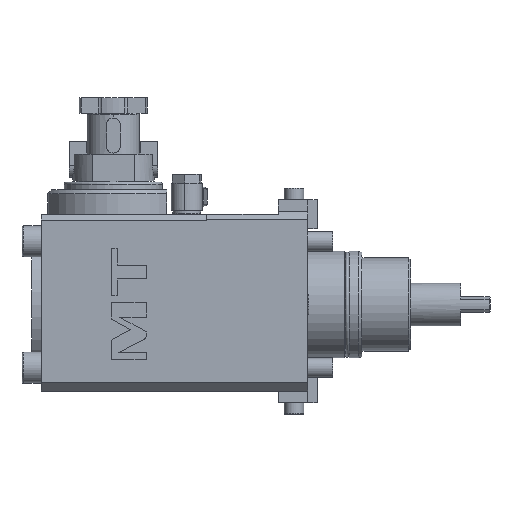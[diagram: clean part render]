
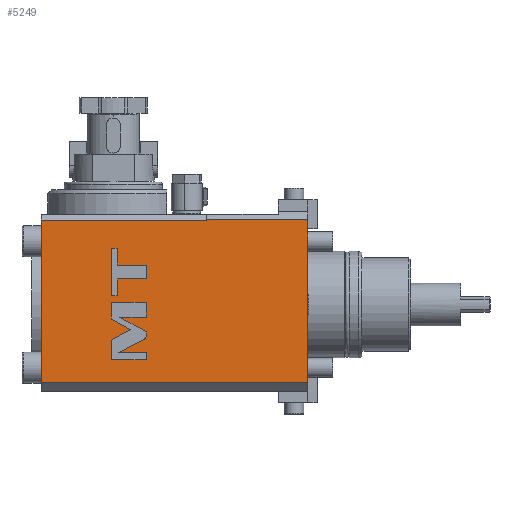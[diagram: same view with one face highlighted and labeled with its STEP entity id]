
A CAD part, front view. The second image highlights one B-rep face of the part: STEP entity #5249.
In plain terms, the highlighted planar face has unit normal (0, -1, 0).
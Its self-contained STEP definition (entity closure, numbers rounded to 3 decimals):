
#61=DIRECTION('',(1.,0.,0.));
#62=VECTOR('',#61,85.);
#63=CARTESIAN_POINT('',(-137.,-42.,43.5));
#64=LINE('',#63,#62);
#81=DIRECTION('',(0.,0.,-1.));
#82=VECTOR('',#81,0.046);
#83=CARTESIAN_POINT('',(-52.,-42.,43.546));
#84=LINE('',#83,#82);
#85=DIRECTION('',(1.,0.,0.));
#86=VECTOR('',#85,52.);
#87=CARTESIAN_POINT('',(-52.,-42.,43.546));
#88=LINE('',#87,#86);
#89=DIRECTION('',(0.888,0.,0.459));
#90=VECTOR('',#89,15.097);
#91=CARTESIAN_POINT('',(-97.582,-42.,-24.756));
#92=LINE('',#91,#90);
#93=CARTESIAN_POINT('',(-84.172,-42.,-17.822));
#94=CARTESIAN_POINT('',(-83.449,-42.,-17.448));
#95=CARTESIAN_POINT('',(-83.,-42.,-16.709));
#96=CARTESIAN_POINT('',(-83.,-42.,-15.895));
#98=DIRECTION('',(0.,0.,1.));
#99=VECTOR('',#98,1.878);
#100=CARTESIAN_POINT('',(-83.,-42.,-15.895));
#101=LINE('',#100,#99);
#102=DIRECTION('',(-0.877,0.,0.481));
#103=VECTOR('',#102,15.618);
#104=CARTESIAN_POINT('',(-83.,-42.,-14.017));
#105=LINE('',#104,#103);
#106=DIRECTION('',(1.,0.,0.));
#107=VECTOR('',#106,13.691);
#108=CARTESIAN_POINT('',(-96.691,-42.,-6.502));
#109=LINE('',#108,#107);
#110=DIRECTION('',(0.,0.,1.));
#111=VECTOR('',#110,7.574);
#112=CARTESIAN_POINT('',(-83.,-42.,-6.502));
#113=LINE('',#112,#111);
#114=DIRECTION('',(-1.,0.,0.));
#115=VECTOR('',#114,18.);
#116=CARTESIAN_POINT('',(-83.,-42.,1.073));
#117=LINE('',#116,#115);
#118=DIRECTION('',(0.,0.,-1.));
#119=VECTOR('',#118,8.539);
#120=CARTESIAN_POINT('',(-101.,-42.,1.073));
#121=LINE('',#120,#119);
#122=DIRECTION('',(0.877,0.,-0.481));
#123=VECTOR('',#122,11.413);
#124=CARTESIAN_POINT('',(-101.,-42.,-7.466));
#125=LINE('',#124,#123);
#126=DIRECTION('',(-0.888,0.,-0.459));
#127=VECTOR('',#126,9.943);
#128=CARTESIAN_POINT('',(-90.996,-42.,-12.958));
#129=LINE('',#128,#127);
#130=CARTESIAN_POINT('',(-99.828,-42.,-17.525));
#131=CARTESIAN_POINT('',(-100.551,-42.,-17.899));
#132=CARTESIAN_POINT('',(-101.,-42.,-18.637));
#133=CARTESIAN_POINT('',(-101.,-42.,-19.451));
#135=DIRECTION('',(0.,0.,-1.));
#136=VECTOR('',#135,9.049);
#137=CARTESIAN_POINT('',(-101.,-42.,-19.451));
#138=LINE('',#137,#136);
#139=DIRECTION('',(1.,0.,0.));
#140=VECTOR('',#139,18.);
#141=CARTESIAN_POINT('',(-101.,-42.,-28.5));
#142=LINE('',#141,#140);
#143=DIRECTION('',(0.,0.,1.));
#144=VECTOR('',#143,3.744);
#145=CARTESIAN_POINT('',(-83.,-42.,-28.5));
#146=LINE('',#145,#144);
#147=DIRECTION('',(-1.,0.,0.));
#148=VECTOR('',#147,14.582);
#149=CARTESIAN_POINT('',(-83.,-42.,-24.756));
#150=LINE('',#149,#148);
#151=DIRECTION('',(1.,0.,0.));
#152=VECTOR('',#151,14.935);
#153=CARTESIAN_POINT('',(-97.935,-42.,13.178));
#154=LINE('',#153,#152);
#155=DIRECTION('',(0.,0.,1.));
#156=VECTOR('',#155,7.13);
#157=CARTESIAN_POINT('',(-83.,-42.,13.178));
#158=LINE('',#157,#156);
#159=DIRECTION('',(-1.,0.,0.));
#160=VECTOR('',#159,14.935);
#161=CARTESIAN_POINT('',(-83.,-42.,20.309));
#162=LINE('',#161,#160);
#163=DIRECTION('',(0.,0.,1.));
#164=VECTOR('',#163,8.726);
#165=CARTESIAN_POINT('',(-97.935,-42.,20.309));
#166=LINE('',#165,#164);
#167=DIRECTION('',(-1.,0.,0.));
#168=VECTOR('',#167,3.065);
#169=CARTESIAN_POINT('',(-97.935,-42.,29.035));
#170=LINE('',#169,#168);
#171=DIRECTION('',(0.,0.,-1.));
#172=VECTOR('',#171,24.583);
#173=CARTESIAN_POINT('',(-101.,-42.,29.035));
#174=LINE('',#173,#172);
#175=DIRECTION('',(1.,0.,0.));
#176=VECTOR('',#175,3.065);
#177=CARTESIAN_POINT('',(-101.,-42.,4.452));
#178=LINE('',#177,#176);
#179=DIRECTION('',(0.,0.,1.));
#180=VECTOR('',#179,8.726);
#181=CARTESIAN_POINT('',(-97.935,-42.,4.452));
#182=LINE('',#181,#180);
#191=DIRECTION('',(1.,0.,0.));
#192=VECTOR('',#191,137.);
#193=CARTESIAN_POINT('',(-137.,-42.,-40.));
#194=LINE('',#193,#192);
#345=DIRECTION('',(0.,0.,-1.));
#346=VECTOR('',#345,83.5);
#347=CARTESIAN_POINT('',(-137.,-42.,43.5));
#348=LINE('',#347,#346);
#770=DIRECTION('',(0.,0.,-1.));
#771=VECTOR('',#770,83.546);
#772=CARTESIAN_POINT('',(0.,-42.,43.546));
#773=LINE('',#772,#771);
#4026=CARTESIAN_POINT('',(0.,-42.,43.546));
#4027=CARTESIAN_POINT('',(0.,-42.,-40.));
#4028=VERTEX_POINT('',#4026);
#4029=VERTEX_POINT('',#4027);
#4032=CARTESIAN_POINT('',(-52.,-42.,43.546));
#4033=VERTEX_POINT('',#4032);
#4208=CARTESIAN_POINT('',(-137.,-42.,43.5));
#4209=VERTEX_POINT('',#4208);
#4221=CARTESIAN_POINT('',(-137.,-42.,-40.));
#4223=VERTEX_POINT('',#4221);
#4234=CARTESIAN_POINT('',(-52.,-42.,43.5));
#4236=VERTEX_POINT('',#4234);
#5007=CARTESIAN_POINT('',(-97.582,-42.,-24.756));
#5008=VERTEX_POINT('',#5007);
#5009=CARTESIAN_POINT('',(-84.172,-42.,-17.822));
#5010=VERTEX_POINT('',#5009);
#5011=CARTESIAN_POINT('',(-83.,-42.,-15.895));
#5012=VERTEX_POINT('',#5011);
#5013=CARTESIAN_POINT('',(-83.,-42.,-14.017));
#5014=VERTEX_POINT('',#5013);
#5015=CARTESIAN_POINT('',(-96.691,-42.,-6.502));
#5016=VERTEX_POINT('',#5015);
#5017=CARTESIAN_POINT('',(-83.,-42.,-6.502));
#5018=VERTEX_POINT('',#5017);
#5019=CARTESIAN_POINT('',(-83.,-42.,1.073));
#5020=VERTEX_POINT('',#5019);
#5021=CARTESIAN_POINT('',(-101.,-42.,1.073));
#5022=VERTEX_POINT('',#5021);
#5023=CARTESIAN_POINT('',(-101.,-42.,-7.466));
#5024=VERTEX_POINT('',#5023);
#5025=CARTESIAN_POINT('',(-90.996,-42.,-12.958));
#5026=VERTEX_POINT('',#5025);
#5027=CARTESIAN_POINT('',(-99.828,-42.,-17.525));
#5028=VERTEX_POINT('',#5027);
#5029=CARTESIAN_POINT('',(-101.,-42.,-19.451));
#5030=VERTEX_POINT('',#5029);
#5031=CARTESIAN_POINT('',(-101.,-42.,-28.5));
#5032=VERTEX_POINT('',#5031);
#5033=CARTESIAN_POINT('',(-83.,-42.,-28.5));
#5034=VERTEX_POINT('',#5033);
#5035=CARTESIAN_POINT('',(-83.,-42.,-24.756));
#5036=VERTEX_POINT('',#5035);
#5037=CARTESIAN_POINT('',(-97.935,-42.,13.178));
#5038=VERTEX_POINT('',#5037);
#5039=CARTESIAN_POINT('',(-83.,-42.,13.178));
#5040=VERTEX_POINT('',#5039);
#5041=CARTESIAN_POINT('',(-83.,-42.,20.309));
#5042=VERTEX_POINT('',#5041);
#5043=CARTESIAN_POINT('',(-97.935,-42.,20.309));
#5044=VERTEX_POINT('',#5043);
#5045=CARTESIAN_POINT('',(-97.935,-42.,29.035));
#5046=VERTEX_POINT('',#5045);
#5047=CARTESIAN_POINT('',(-101.,-42.,29.035));
#5048=VERTEX_POINT('',#5047);
#5049=CARTESIAN_POINT('',(-101.,-42.,4.452));
#5050=VERTEX_POINT('',#5049);
#5051=CARTESIAN_POINT('',(-97.935,-42.,4.452));
#5052=VERTEX_POINT('',#5051);
#5183=CARTESIAN_POINT('',(-52.,-42.,48.));
#5184=DIRECTION('',(0.,1.,0.));
#5185=DIRECTION('',(0.,0.,-1.));
#5186=AXIS2_PLACEMENT_3D('',#5183,#5184,#5185);
#5187=PLANE('',#5186);
#5189=ORIENTED_EDGE('',*,*,#5188,.F.);
#5191=ORIENTED_EDGE('',*,*,#5190,.F.);
#5192=ORIENTED_EDGE('',*,*,#5162,.T.);
#5193=ORIENTED_EDGE('',*,*,#5178,.F.);
#5194=ORIENTED_EDGE('',*,*,#5136,.T.);
#5196=ORIENTED_EDGE('',*,*,#5195,.T.);
#5197=EDGE_LOOP('',(#5189,#5191,#5192,#5193,#5194,#5196));
#5198=FACE_OUTER_BOUND('',#5197,.F.);
#5200=ORIENTED_EDGE('',*,*,#5199,.T.);
#5202=ORIENTED_EDGE('',*,*,#5201,.T.);
#5204=ORIENTED_EDGE('',*,*,#5203,.T.);
#5206=ORIENTED_EDGE('',*,*,#5205,.T.);
#5208=ORIENTED_EDGE('',*,*,#5207,.T.);
#5210=ORIENTED_EDGE('',*,*,#5209,.T.);
#5212=ORIENTED_EDGE('',*,*,#5211,.T.);
#5214=ORIENTED_EDGE('',*,*,#5213,.T.);
#5216=ORIENTED_EDGE('',*,*,#5215,.T.);
#5218=ORIENTED_EDGE('',*,*,#5217,.T.);
#5220=ORIENTED_EDGE('',*,*,#5219,.T.);
#5222=ORIENTED_EDGE('',*,*,#5221,.T.);
#5224=ORIENTED_EDGE('',*,*,#5223,.T.);
#5226=ORIENTED_EDGE('',*,*,#5225,.T.);
#5228=ORIENTED_EDGE('',*,*,#5227,.T.);
#5229=EDGE_LOOP('',(#5200,#5202,#5204,#5206,#5208,#5210,#5212,#5214,#5216,#5218,
#5220,#5222,#5224,#5226,#5228));
#5230=FACE_BOUND('',#5229,.F.);
#5232=ORIENTED_EDGE('',*,*,#5231,.T.);
#5234=ORIENTED_EDGE('',*,*,#5233,.T.);
#5236=ORIENTED_EDGE('',*,*,#5235,.T.);
#5238=ORIENTED_EDGE('',*,*,#5237,.T.);
#5240=ORIENTED_EDGE('',*,*,#5239,.T.);
#5242=ORIENTED_EDGE('',*,*,#5241,.T.);
#5244=ORIENTED_EDGE('',*,*,#5243,.T.);
#5246=ORIENTED_EDGE('',*,*,#5245,.T.);
#5247=EDGE_LOOP('',(#5232,#5234,#5236,#5238,#5240,#5242,#5244,#5246));
#5248=FACE_BOUND('',#5247,.F.);
#5249=ADVANCED_FACE('',(#5198,#5230,#5248),#5187,.F.);
#97=B_SPLINE_CURVE_WITH_KNOTS('',3,(#93,#94,#95,#96),.UNSPECIFIED.,.F.,.F.,(4,
4),(0.,1.),.UNSPECIFIED.);
#134=B_SPLINE_CURVE_WITH_KNOTS('',3,(#130,#131,#132,#133),.UNSPECIFIED.,.F.,.F.,
(4,4),(0.,1.),.UNSPECIFIED.);
#5136=EDGE_CURVE('',#4033,#4028,#88,.T.);
#5162=EDGE_CURVE('',#4209,#4236,#64,.T.);
#5178=EDGE_CURVE('',#4033,#4236,#84,.T.);
#5188=EDGE_CURVE('',#4223,#4029,#194,.T.);
#5190=EDGE_CURVE('',#4209,#4223,#348,.T.);
#5195=EDGE_CURVE('',#4028,#4029,#773,.T.);
#5199=EDGE_CURVE('',#5008,#5010,#92,.T.);
#5201=EDGE_CURVE('',#5010,#5012,#97,.T.);
#5203=EDGE_CURVE('',#5012,#5014,#101,.T.);
#5205=EDGE_CURVE('',#5014,#5016,#105,.T.);
#5207=EDGE_CURVE('',#5016,#5018,#109,.T.);
#5209=EDGE_CURVE('',#5018,#5020,#113,.T.);
#5211=EDGE_CURVE('',#5020,#5022,#117,.T.);
#5213=EDGE_CURVE('',#5022,#5024,#121,.T.);
#5215=EDGE_CURVE('',#5024,#5026,#125,.T.);
#5217=EDGE_CURVE('',#5026,#5028,#129,.T.);
#5219=EDGE_CURVE('',#5028,#5030,#134,.T.);
#5221=EDGE_CURVE('',#5030,#5032,#138,.T.);
#5223=EDGE_CURVE('',#5032,#5034,#142,.T.);
#5225=EDGE_CURVE('',#5034,#5036,#146,.T.);
#5227=EDGE_CURVE('',#5036,#5008,#150,.T.);
#5231=EDGE_CURVE('',#5038,#5040,#154,.T.);
#5233=EDGE_CURVE('',#5040,#5042,#158,.T.);
#5235=EDGE_CURVE('',#5042,#5044,#162,.T.);
#5237=EDGE_CURVE('',#5044,#5046,#166,.T.);
#5239=EDGE_CURVE('',#5046,#5048,#170,.T.);
#5241=EDGE_CURVE('',#5048,#5050,#174,.T.);
#5243=EDGE_CURVE('',#5050,#5052,#178,.T.);
#5245=EDGE_CURVE('',#5052,#5038,#182,.T.);
